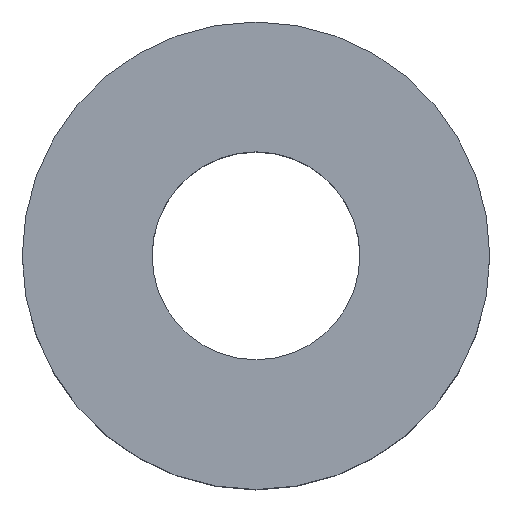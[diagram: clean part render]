
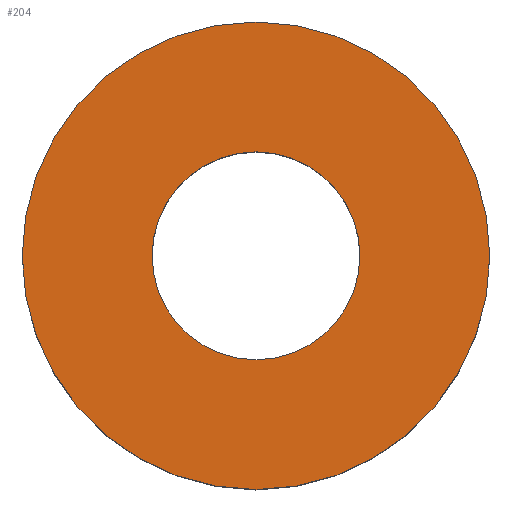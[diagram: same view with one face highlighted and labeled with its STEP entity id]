
A CAD part, top view. The second image highlights one B-rep face of the part: STEP entity #204.
In plain terms, the highlighted planar face has unit normal (0, 0, 1).
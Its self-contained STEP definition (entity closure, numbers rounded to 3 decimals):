
#17 = VERTEX_POINT ( 'NONE', #220 ) ;
#19 = DIRECTION ( 'NONE',  ( 1., 0., 0. ) ) ;
#20 = AXIS2_PLACEMENT_3D ( 'NONE', #247, #248, #38 ) ;
#24 = EDGE_CURVE ( 'NONE', #203, #17, #162, .T. ) ;
#33 = VERTEX_POINT ( 'NONE', #143 ) ;
#38 = DIRECTION ( 'NONE',  ( 1., 0., 0. ) ) ;
#44 = AXIS2_PLACEMENT_3D ( 'NONE', #207, #192, #19 ) ;
#47 = CIRCLE ( 'NONE', #175, 9. ) ;
#48 = AXIS2_PLACEMENT_3D ( 'NONE', #217, #202, #127 ) ;
#49 = ORIENTED_EDGE ( 'NONE', *, *, #156, .T. ) ;
#55 = CARTESIAN_POINT ( 'NONE',  ( 0., 0., 9. ) ) ;
#74 = FACE_OUTER_BOUND ( 'NONE', #87, .T. ) ;
#87 = EDGE_LOOP ( 'NONE', ( #178, #49 ) ) ;
#88 = DIRECTION ( 'NONE',  ( 1., 0., 0. ) ) ;
#95 = EDGE_CURVE ( 'NONE', #17, #203, #131, .T. ) ;
#104 = EDGE_LOOP ( 'NONE', ( #123, #126 ) ) ;
#111 = AXIS2_PLACEMENT_3D ( 'NONE', #55, #206, #210 ) ;
#123 = ORIENTED_EDGE ( 'NONE', *, *, #24, .F. ) ;
#125 = EDGE_CURVE ( 'NONE', #205, #33, #186, .T. ) ;
#126 = ORIENTED_EDGE ( 'NONE', *, *, #95, .F. ) ;
#127 = DIRECTION ( 'NONE',  ( 1., 0., 0. ) ) ;
#131 = CIRCLE ( 'NONE', #20, 4. ) ;
#143 = CARTESIAN_POINT ( 'NONE',  ( 9., 0., 9. ) ) ;
#150 = FACE_BOUND ( 'NONE', #104, .T. ) ;
#156 = EDGE_CURVE ( 'NONE', #33, #205, #47, .T. ) ;
#162 = CIRCLE ( 'NONE', #48, 4. ) ;
#175 = AXIS2_PLACEMENT_3D ( 'NONE', #188, #190, #88 ) ;
#178 = ORIENTED_EDGE ( 'NONE', *, *, #125, .T. ) ;
#184 = CARTESIAN_POINT ( 'NONE',  ( 4., 0., 9. ) ) ;
#186 = CIRCLE ( 'NONE', #111, 9. ) ;
#188 = CARTESIAN_POINT ( 'NONE',  ( 0., 0., 9. ) ) ;
#190 = DIRECTION ( 'NONE',  ( 0., 0., 1. ) ) ;
#191 = PLANE ( 'NONE',  #44 ) ;
#192 = DIRECTION ( 'NONE',  ( 0., 0., 1. ) ) ;
#202 = DIRECTION ( 'NONE',  ( 0., 0., 1. ) ) ;
#203 = VERTEX_POINT ( 'NONE', #184 ) ;
#204 = ADVANCED_FACE ( 'NONE', ( #150, #74 ), #191, .T. ) ;
#205 = VERTEX_POINT ( 'NONE', #229 ) ;
#206 = DIRECTION ( 'NONE',  ( 0., 0., 1. ) ) ;
#207 = CARTESIAN_POINT ( 'NONE',  ( 0., 0., 9. ) ) ;
#210 = DIRECTION ( 'NONE',  ( 1., 0., 0. ) ) ;
#217 = CARTESIAN_POINT ( 'NONE',  ( 0., 0., 9. ) ) ;
#220 = CARTESIAN_POINT ( 'NONE',  ( -4., 0., 9. ) ) ;
#229 = CARTESIAN_POINT ( 'NONE',  ( -9., 0., 9. ) ) ;
#247 = CARTESIAN_POINT ( 'NONE',  ( 0., 0., 9. ) ) ;
#248 = DIRECTION ( 'NONE',  ( 0., 0., 1. ) ) ;
